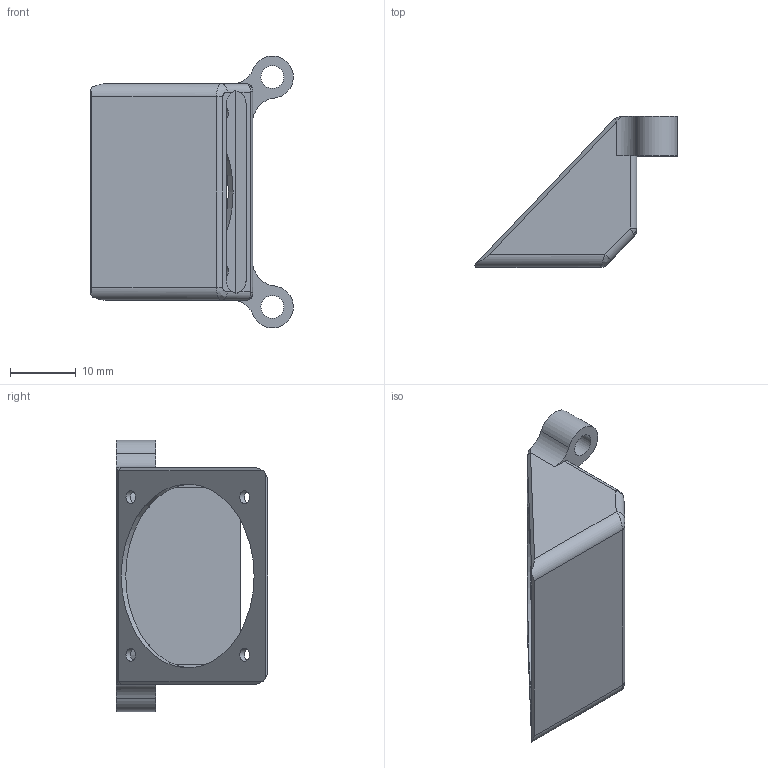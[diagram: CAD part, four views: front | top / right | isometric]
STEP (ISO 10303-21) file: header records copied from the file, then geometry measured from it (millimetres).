
FILE_DESCRIPTION(/* description */ (''),/* implementation_level */ '2;1');
FILE_NAME(/* name */ 'P-MOUNTING-ULTIM-FAN-DUCT.stp',/* time_stamp */ '2016-09-23T16:49:01+01:00',/* author */ ('antoine'),/* organization */ (''),/* preprocessor_version */ 'ST-DEVELOPER v15.6',/* originating_system */ 'Autodesk Inventor 2015',/* authorisation */ '');
FILE_SCHEMA (('AUTOMOTIVE_DESIGN { 1 0 10303 214 3 1 1 }'));
Length unit declared in the file: millimetre
Products named in the file (1): Fan mkV
Bounding box: 30.85 x 23 x 41.39 mm (x, y, z)
Volume: 2444.2 mm3; surface area: 4874.2 mm2
Topology: 1 solids, 1 shells, 61 faces, 169 edges, 108 vertices
Faces by surface type: cylinder 31, plane 22, bspline 8
Full cylindrical faces by diameter (mm): 2 x4, 3.5 x2, 28 x1
Entity records: 2087 total; most frequent: CARTESIAN_POINT 517, DIRECTION 330, ORIENTED_EDGE 312, EDGE_CURVE 156, AXIS2_PLACEMENT_3D 132, VERTEX_POINT 104, EDGE_LOOP 82, LINE 66
